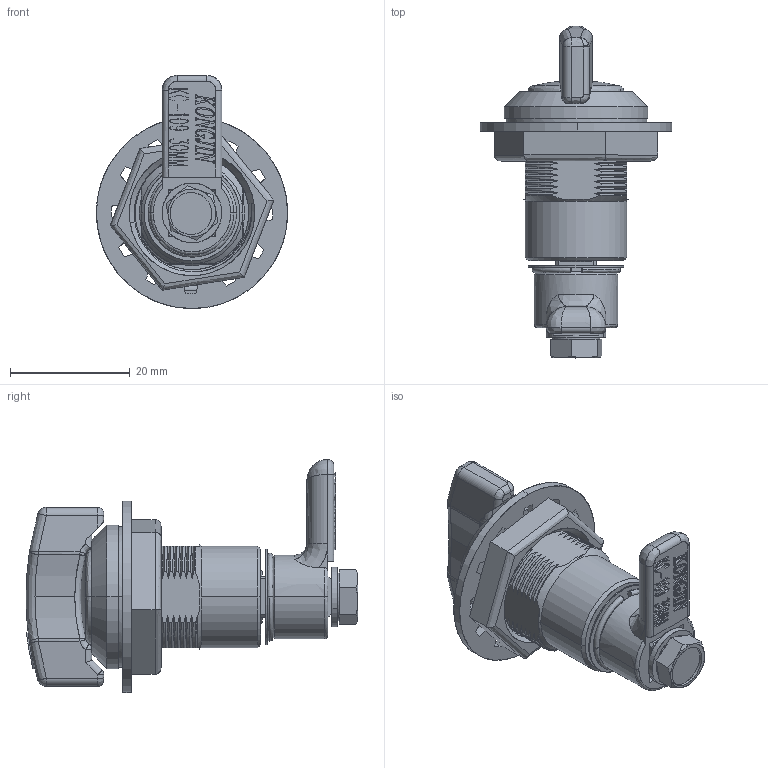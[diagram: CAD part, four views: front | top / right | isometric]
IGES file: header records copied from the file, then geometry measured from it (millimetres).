
Start section: SolidWorks IGES file using analytic representation for surfaces
Global section: file name: C25 KC-109-3.IGS,15; native system: HSolidWorks 2011; preprocessor: SolidWorks 2011; author: Userjkg6; date: 161215.162626; units: millimetre
Bounding box: 32 x 55.54 x 39 mm (x, y, z)
Surface area: 10823 mm2 (no closed solid volume)
Topology: 0 solids, 0 shells, 1133 faces, 10307 edges, 10291 vertices
Faces by surface type: bspline 747, revolution 386
